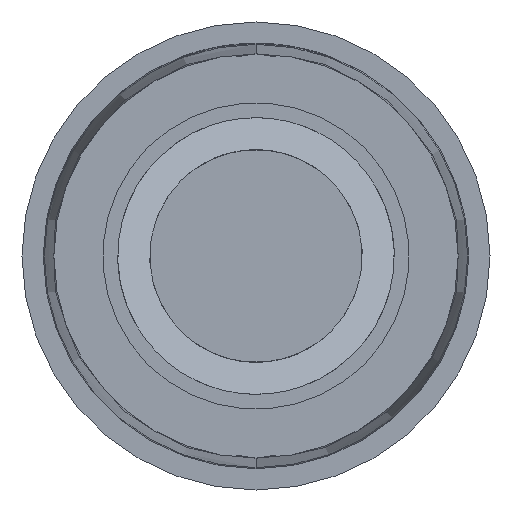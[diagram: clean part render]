
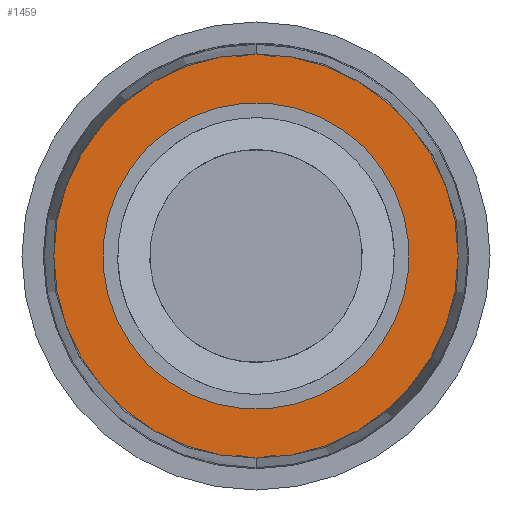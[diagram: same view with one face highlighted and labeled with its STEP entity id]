
A CAD part, front view. The second image highlights one B-rep face of the part: STEP entity #1459.
In plain terms, the highlighted planar face has unit normal (0, -1, 0).
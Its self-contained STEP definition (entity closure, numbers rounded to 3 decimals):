
#1 = ORIENTED_EDGE ( 'NONE', *, *, #11, .T. ) ;
#11 = EDGE_CURVE ( 'Defeature ausgef�hrt1_5+Defeature ausgef�hrt1_9+Defeature ausgef�hrt1_9+Defeature ausgef�hrt1_9', #315, #3572, #2584, .T. ) ;
#62 = ORIENTED_EDGE ( 'NONE', *, *, #1181, .T. ) ;
#124 = DIRECTION ( 'NONE',  ( 0., 1., 0. ) ) ;
#311 = AXIS2_PLACEMENT_3D ( 'NONE', #2331, #1503, #690 ) ;
#315 = VERTEX_POINT ( 'NONE', #323 ) ;
#323 = CARTESIAN_POINT ( 'NONE',  ( -0.509, -35.7, 0.509 ) ) ;
#690 = DIRECTION ( 'NONE',  ( -0.707, 0., 0.707 ) ) ;
#697 = EDGE_LOOP ( 'NONE', ( #2425, #3317 ) ) ;
#739 = VERTEX_POINT ( 'NONE', #2515 ) ;
#753 = DIRECTION ( 'NONE',  ( 0., 0., -1. ) ) ;
#772 = EDGE_CURVE ( 'Defeature ausgef�hrt1_5+Defeature ausgef�hrt1_7+Defeature ausgef�hrt1_7+Defeature ausgef�hrt1_7', #739, #1381, #1654, .T. ) ;
#810 = EDGE_LOOP ( 'NONE', ( #1, #62 ) ) ;
#968 = CARTESIAN_POINT ( 'NONE',  ( 0., -35.7, 0. ) ) ;
#1037 = FACE_BOUND ( 'NONE', #810, .T. ) ;
#1069 = DIRECTION ( 'NONE',  ( 0., 0., 1. ) ) ;
#1181 = EDGE_CURVE ( 'Defeature ausgef�hrt1_5+Defeature ausgef�hrt1_9+Defeature ausgef�hrt1_9+Defeature ausgef�hrt1_9', #3572, #315, #3078, .T. ) ;
#1307 = CARTESIAN_POINT ( 'NONE',  ( 0., -35.7, 0. ) ) ;
#1381 = VERTEX_POINT ( 'NONE', #3298 ) ;
#1419 = CIRCLE ( 'NONE', #1563, 0.95 ) ;
#1459 = ADVANCED_FACE ( 'Defeature ausgef�hrt1_5', ( #1037, #3242 ), #3567, .F. ) ;
#1503 = DIRECTION ( 'NONE',  ( 0., 1., 0. ) ) ;
#1563 = AXIS2_PLACEMENT_3D ( 'NONE', #1307, #3508, #753 ) ;
#1654 = CIRCLE ( 'NONE', #2180, 0.95 ) ;
#2035 = DIRECTION ( 'NONE',  ( -0.707, 0., 0.707 ) ) ;
#2054 = AXIS2_PLACEMENT_3D ( 'NONE', #968, #124, #2035 ) ;
#2180 = AXIS2_PLACEMENT_3D ( 'NONE', #2235, #2245, #3103 ) ;
#2235 = CARTESIAN_POINT ( 'NONE',  ( 0., -35.7, 0. ) ) ;
#2245 = DIRECTION ( 'NONE',  ( 0., -1., 0. ) ) ;
#2331 = CARTESIAN_POINT ( 'NONE',  ( 0., -35.7, 0. ) ) ;
#2409 = EDGE_CURVE ( 'Defeature ausgef�hrt1_5+Defeature ausgef�hrt1_7+Defeature ausgef�hrt1_7+Defeature ausgef�hrt1_7', #1381, #739, #1419, .T. ) ;
#2425 = ORIENTED_EDGE ( 'NONE', *, *, #2409, .T. ) ;
#2475 = CARTESIAN_POINT ( 'NONE',  ( 0.995, -35.7, 0. ) ) ;
#2515 = CARTESIAN_POINT ( 'NONE',  ( 0., -35.7, -0.95 ) ) ;
#2584 = CIRCLE ( 'NONE', #311, 0.72 ) ;
#2598 = AXIS2_PLACEMENT_3D ( 'NONE', #2475, #2728, #1069 ) ;
#2704 = CARTESIAN_POINT ( 'NONE',  ( 0.509, -35.7, -0.509 ) ) ;
#2728 = DIRECTION ( 'NONE',  ( 0., 1., 0. ) ) ;
#3078 = CIRCLE ( 'NONE', #2054, 0.72 ) ;
#3103 = DIRECTION ( 'NONE',  ( 0., 0., -1. ) ) ;
#3242 = FACE_OUTER_BOUND ( 'NONE', #697, .T. ) ;
#3298 = CARTESIAN_POINT ( 'NONE',  ( 0., -35.7, 0.95 ) ) ;
#3317 = ORIENTED_EDGE ( 'NONE', *, *, #772, .T. ) ;
#3508 = DIRECTION ( 'NONE',  ( 0., -1., 0. ) ) ;
#3567 = PLANE ( 'NONE',  #2598 ) ;
#3572 = VERTEX_POINT ( 'NONE', #2704 ) ;
